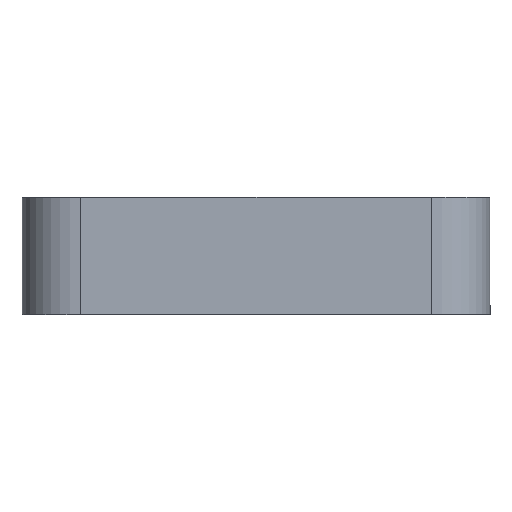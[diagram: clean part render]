
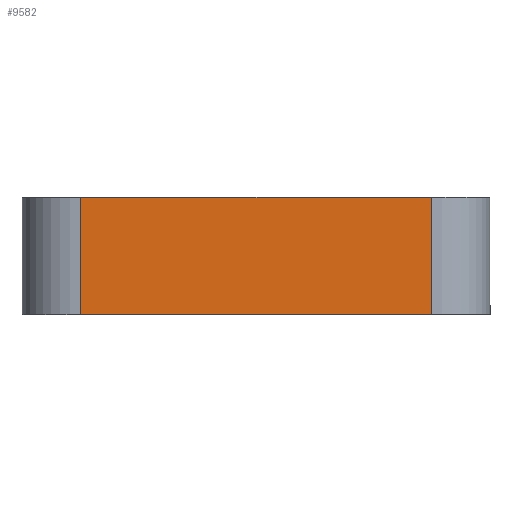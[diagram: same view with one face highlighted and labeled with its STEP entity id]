
A CAD part, left-side view. The second image highlights one B-rep face of the part: STEP entity #9582.
In plain terms, the highlighted planar face has unit normal (-1, 0, 0).
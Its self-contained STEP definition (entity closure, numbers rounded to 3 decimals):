
#724=FACE_OUTER_BOUND('',#1218,.T.);
#1218=EDGE_LOOP('',(#6974,#6975,#6976,#6977));
#2000=LINE('',#14649,#3112);
#2001=LINE('',#14651,#3113);
#2002=LINE('',#14653,#3114);
#2003=LINE('',#14654,#3115);
#3112=VECTOR('',#11743,10.);
#3113=VECTOR('',#11744,10.);
#3114=VECTOR('',#11745,10.);
#3115=VECTOR('',#11746,10.);
#4225=VERTEX_POINT('',#14647);
#4226=VERTEX_POINT('',#14648);
#4227=VERTEX_POINT('',#14650);
#4228=VERTEX_POINT('',#14652);
#5311=EDGE_CURVE('',#4225,#4226,#2000,.T.);
#5312=EDGE_CURVE('',#4227,#4225,#2001,.T.);
#5313=EDGE_CURVE('',#4228,#4227,#2002,.T.);
#5314=EDGE_CURVE('',#4226,#4228,#2003,.T.);
#6974=ORIENTED_EDGE('',*,*,#5311,.F.);
#6975=ORIENTED_EDGE('',*,*,#5312,.F.);
#6976=ORIENTED_EDGE('',*,*,#5313,.F.);
#6977=ORIENTED_EDGE('',*,*,#5314,.F.);
#9192=PLANE('',#10219);
#9582=ADVANCED_FACE('',(#724),#9192,.T.);
#10219=AXIS2_PLACEMENT_3D('',#14646,#11741,#11742);
#11741=DIRECTION('center_axis',(-1.,0.,0.));
#11742=DIRECTION('ref_axis',(0.,1.,0.));
#11743=DIRECTION('',(0.,0.,-1.));
#11744=DIRECTION('',(0.,-1.,0.));
#11745=DIRECTION('',(0.,0.,1.));
#11746=DIRECTION('',(0.,1.,0.));
#14646=CARTESIAN_POINT('Origin',(-73.062,5.,5.));
#14647=CARTESIAN_POINT('',(-73.062,5.,10.));
#14648=CARTESIAN_POINT('',(-73.062,5.,0.));
#14649=CARTESIAN_POINT('',(-73.062,5.,5.));
#14650=CARTESIAN_POINT('',(-73.062,35.,10.));
#14651=CARTESIAN_POINT('',(-73.062,35.,10.));
#14652=CARTESIAN_POINT('',(-73.062,35.,0.));
#14653=CARTESIAN_POINT('',(-73.062,35.,5.));
#14654=CARTESIAN_POINT('',(-73.062,5.,0.));
